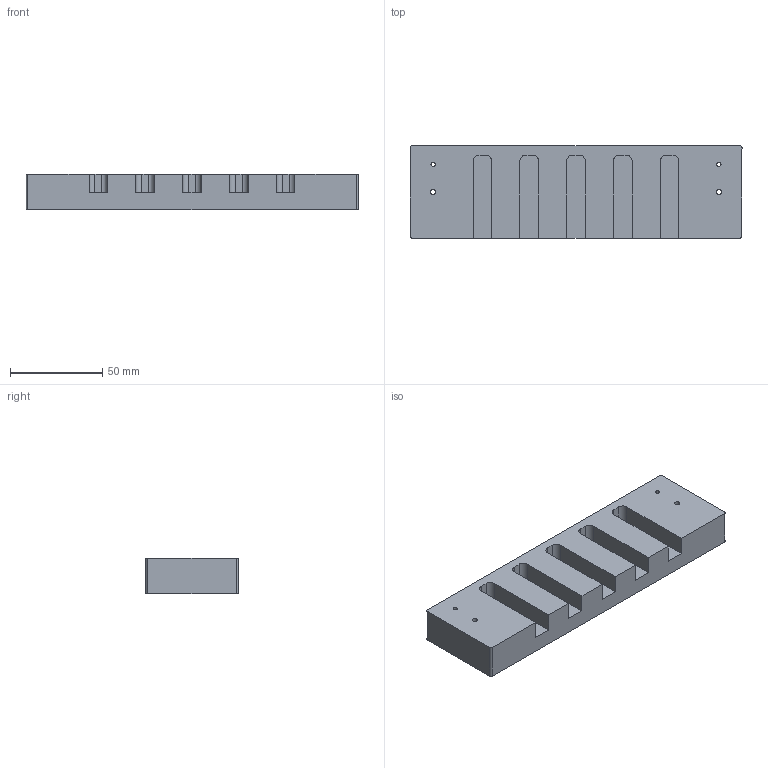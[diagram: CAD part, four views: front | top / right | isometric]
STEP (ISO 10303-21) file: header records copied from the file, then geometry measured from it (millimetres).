
FILE_DESCRIPTION(('FreeCAD Model'),'2;1');
FILE_NAME('feeder_block.step','2013-05-09T10:51:31',('FreeCAD'),('FreeCAD'), 'Open CASCADE STEP processor 6.3','FreeCAD','Unknown');
FILE_SCHEMA(('AUTOMOTIVE_DESIGN_CC2 { 1 2 10303 214 -1 1 5 4 }'));
Length unit declared in the file: millimetre
Products named in the file (1): Open CASCADE STEP translator 6.3 4
Bounding box: 180 x 50 x 19.05 mm (x, y, z)
Volume: 148779 mm3; surface area: 31647 mm2
Topology: 1 solids, 1 shells, 44 faces, 130 edges, 88 vertices
Faces by surface type: plane 26, cylinder 18
Full cylindrical faces by diameter (mm): 2.26 x2, 2.7 x2
Entity records: 3202 total; most frequent: CARTESIAN_POINT 523, DIRECTION 520, LINE 310, VECTOR 310, ORIENTED_EDGE 260, PCURVE 260, DEFINITIONAL_REPRESENTATION 260, EDGE_CURVE 130
